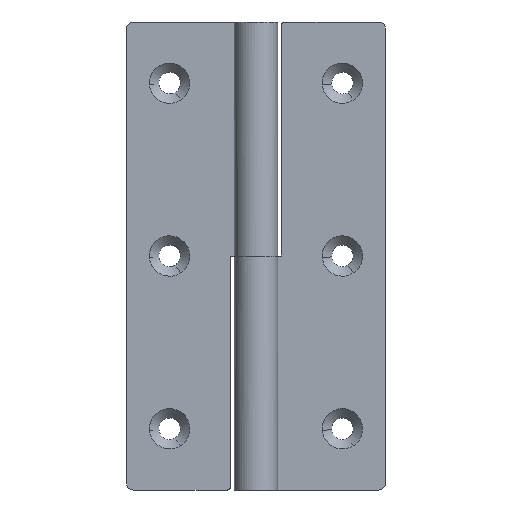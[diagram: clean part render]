
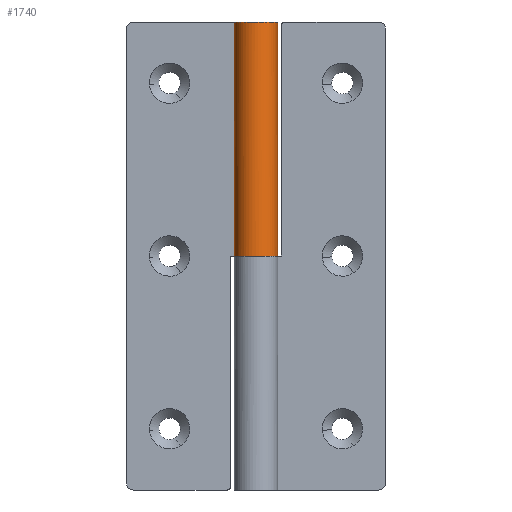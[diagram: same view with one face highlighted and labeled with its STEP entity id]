
A CAD part, front view. The second image highlights one B-rep face of the part: STEP entity #1740.
In plain terms, the highlighted free-form (B-spline) face has degree [1, 2] with [2, 7] control points.
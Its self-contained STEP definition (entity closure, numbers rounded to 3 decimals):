
#1412=CARTESIAN_POINT('',(-2.626,1.45,32.5));
#1413=VERTEX_POINT('',#1412);
#1414=CARTESIAN_POINT('',(0.0,3.0,32.5));
#1415=VERTEX_POINT('',#1414);
#1416=CARTESIAN_POINT('',(-2.626,1.45,32.5));
#1417=CARTESIAN_POINT('',(-3.733,-0.555,32.5));
#1418=CARTESIAN_POINT('',(-2.091,-2.152,32.5));
#1419=CARTESIAN_POINT('',(-0.448,-3.748,32.5));
#1420=CARTESIAN_POINT('',(1.525,-2.584,32.5));
#1421=CARTESIAN_POINT('',(3.497,-1.419,32.5));
#1422=CARTESIAN_POINT('',(2.894,0.79,32.5));
#1423=CARTESIAN_POINT('',(2.291,3.,32.5));
#1424=CARTESIAN_POINT('',(0.0,3.0,32.5));
#1432=(BOUNDED_CURVE()B_SPLINE_CURVE(2,(#1416,#1417,#1418,#1419,#1420,#1421,#1422,#1423,#1424),.UNSPECIFIED.,.F.,.U.)B_SPLINE_CURVE_WITH_KNOTS((3,2,2,2,3),(0.0,0.25,0.5,0.75,1.0),.UNSPECIFIED.)CURVE()GEOMETRIC_REPRESENTATION_ITEM()RATIONAL_B_SPLINE_CURVE((1.0,0.795,1.0,0.795,1.0,0.795,1.0,0.795,1.0))REPRESENTATION_ITEM(''));
#1433=EDGE_CURVE('',#1413,#1415,#1432,.T.);
#1673=CARTESIAN_POINT('',(-2.626,1.45,65.0));
#1674=VERTEX_POINT('',#1673);
#1675=CARTESIAN_POINT('',(-2.626,1.45,32.5));
#1676=CARTESIAN_POINT('',(-2.626,1.45,65.0));
#1677=QUASI_UNIFORM_CURVE('',1,(#1675,#1676),.UNSPECIFIED.,.F.,.U.);
#1678=EDGE_CURVE('',#1413,#1674,#1677,.T.);
#1688=CARTESIAN_POINT('',(-0.026,3.,31.688));
#1689=CARTESIAN_POINT('',(-0.026,3.,65.833));
#1690=CARTESIAN_POINT('',(3.591,3.031,31.688));
#1691=CARTESIAN_POINT('',(3.591,3.031,65.833));
#1692=CARTESIAN_POINT('',(2.953,-0.53,31.688));
#1693=CARTESIAN_POINT('',(2.953,-0.53,65.833));
#1694=CARTESIAN_POINT('',(2.314,-4.091,31.688));
#1695=CARTESIAN_POINT('',(2.314,-4.091,65.833));
#1696=CARTESIAN_POINT('',(-1.067,-2.804,31.688));
#1697=CARTESIAN_POINT('',(-1.067,-2.804,65.833));
#1698=CARTESIAN_POINT('',(-4.448,-1.517,31.688));
#1699=CARTESIAN_POINT('',(-4.448,-1.517,65.833));
#1700=CARTESIAN_POINT('',(-2.558,1.567,31.688));
#1701=CARTESIAN_POINT('',(-2.558,1.567,65.833));
#1709=(BOUNDED_SURFACE()B_SPLINE_SURFACE(1,2,((#1688,#1690,#1692,#1694,#1696,#1698,#1700),(#1689,#1691,#1693,#1695,#1697,#1699,#1701)),.UNSPECIFIED.,.F.,.F.,.U.)B_SPLINE_SURFACE_WITH_KNOTS((2,2),(3,2,2,3),(0.0,34.145),(0.0,5.638,11.276,16.915),.UNSPECIFIED.)GEOMETRIC_REPRESENTATION_ITEM()RATIONAL_B_SPLINE_SURFACE(((1.0,0.638,1.0,0.638,1.0,0.638,1.0),(1.0,0.638,1.0,0.638,1.0,0.638,1.0)))REPRESENTATION_ITEM('')SURFACE());
#1710=ORIENTED_EDGE('',*,*,#1678,.F.);
#1711=ORIENTED_EDGE('',*,*,#1433,.T.);
#1712=CARTESIAN_POINT('',(0.0,3.0,65.0));
#1713=VERTEX_POINT('',#1712);
#1714=CARTESIAN_POINT('',(0.0,3.0,32.5));
#1715=CARTESIAN_POINT('',(0.0,3.0,65.0));
#1716=QUASI_UNIFORM_CURVE('',1,(#1714,#1715),.UNSPECIFIED.,.F.,.U.);
#1717=EDGE_CURVE('',#1415,#1713,#1716,.T.);
#1718=ORIENTED_EDGE('',*,*,#1717,.T.);
#1719=CARTESIAN_POINT('',(0.0,3.0,65.0));
#1720=CARTESIAN_POINT('',(2.291,3.,65.0));
#1721=CARTESIAN_POINT('',(2.894,0.79,65.0));
#1722=CARTESIAN_POINT('',(3.497,-1.419,65.0));
#1723=CARTESIAN_POINT('',(1.525,-2.584,65.0));
#1724=CARTESIAN_POINT('',(-0.448,-3.748,65.0));
#1725=CARTESIAN_POINT('',(-2.091,-2.152,65.0));
#1726=CARTESIAN_POINT('',(-3.733,-0.555,65.0));
#1727=CARTESIAN_POINT('',(-2.626,1.45,65.0));
#1735=(BOUNDED_CURVE()B_SPLINE_CURVE(2,(#1719,#1720,#1721,#1722,#1723,#1724,#1725,#1726,#1727),.UNSPECIFIED.,.F.,.U.)B_SPLINE_CURVE_WITH_KNOTS((3,2,2,2,3),(0.0,0.25,0.5,0.75,1.0),.UNSPECIFIED.)CURVE()GEOMETRIC_REPRESENTATION_ITEM()RATIONAL_B_SPLINE_CURVE((1.0,0.795,1.0,0.795,1.0,0.795,1.0,0.795,1.0))REPRESENTATION_ITEM(''));
#1736=EDGE_CURVE('',#1713,#1674,#1735,.T.);
#1737=ORIENTED_EDGE('',*,*,#1736,.T.);
#1738=EDGE_LOOP('',(#1710,#1711,#1718,#1737));
#1739=FACE_OUTER_BOUND('',#1738,.T.);
#1740=ADVANCED_FACE('',(#1739),#1709,.T.);
